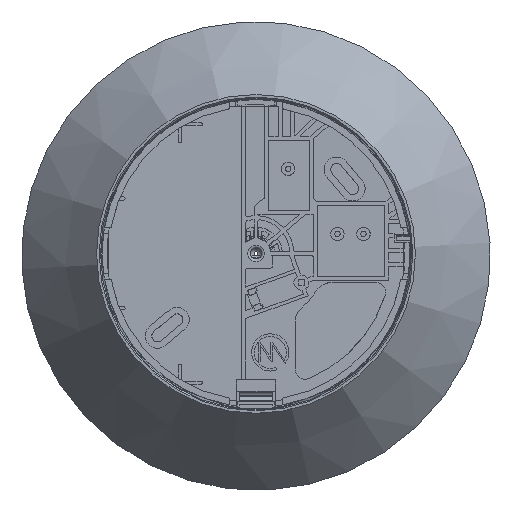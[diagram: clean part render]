
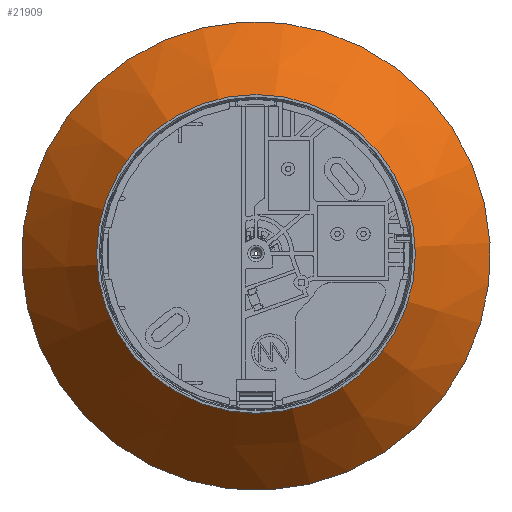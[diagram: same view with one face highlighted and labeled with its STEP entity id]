
A CAD part, top view. The second image highlights one B-rep face of the part: STEP entity #21909.
In plain terms, the highlighted conical face has half-angle 38 degrees and reference radius 65.09 mm.
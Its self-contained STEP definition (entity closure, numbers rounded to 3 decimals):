
#1984=CONICAL_SURFACE('',#23173,65.09,0.663);
#2131=FACE_OUTER_BOUND('',#3359,.T.);
#3359=EDGE_LOOP('',(#14905,#14906,#14907,#14908));
#4668=LINE('',#30356,#6694);
#6694=VECTOR('',#24905,65.09);
#8728=CIRCLE('',#23172,90.);
#8729=CIRCLE('',#23174,40.18);
#9206=VERTEX_POINT('',#30351);
#9207=VERTEX_POINT('',#30354);
#11452=EDGE_CURVE('',#9206,#9206,#8728,.T.);
#11453=EDGE_CURVE('',#9207,#9207,#8729,.T.);
#11454=EDGE_CURVE('',#9207,#9206,#4668,.T.);
#14905=ORIENTED_EDGE('',*,*,#11453,.F.);
#14906=ORIENTED_EDGE('',*,*,#11454,.T.);
#14907=ORIENTED_EDGE('',*,*,#11452,.T.);
#14908=ORIENTED_EDGE('',*,*,#11454,.F.);
#21909=ADVANCED_FACE('',(#2131),#1984,.T.);
#23172=AXIS2_PLACEMENT_3D('',#30352,#24899,#24900);
#23173=AXIS2_PLACEMENT_3D('',#30353,#24901,#24902);
#23174=AXIS2_PLACEMENT_3D('',#30355,#24903,#24904);
#24899=DIRECTION('center_axis',(0.,0.,
1.));
#24900=DIRECTION('ref_axis',(0.395,-0.919,0.));
#24901=DIRECTION('center_axis',(0.,0.,
-1.));
#24902=DIRECTION('ref_axis',(-0.919,-0.395,0.));
#24903=DIRECTION('center_axis',(0.,0.,
1.));
#24904=DIRECTION('ref_axis',(0.395,-0.919,0.));
#24905=DIRECTION('',(0.566,0.243,-0.788));
#30351=CARTESIAN_POINT('',(82.699,35.338,-459.902));
#30352=CARTESIAN_POINT('Origin',(0.,-0.172,
-459.902));
#30353=CARTESIAN_POINT('Origin',(0.,-0.172,
-428.018));
#30354=CARTESIAN_POINT('',(36.92,15.681,-396.135));
#30355=CARTESIAN_POINT('Origin',(0.,-0.172,
-396.135));
#30356=CARTESIAN_POINT('',(59.809,25.509,-428.018));
